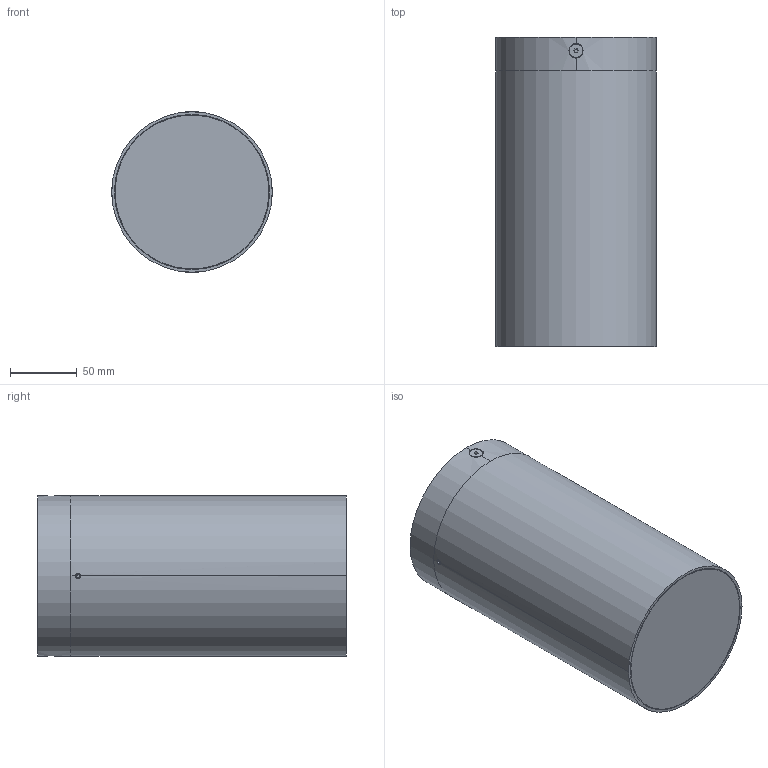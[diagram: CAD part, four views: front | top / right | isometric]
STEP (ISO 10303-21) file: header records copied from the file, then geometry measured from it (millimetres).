
FILE_DESCRIPTION (( 'STEP AP203' ), '1' );
FILE_NAME ('NIDAROS_210.STEP', '2024-02-02T10:03:10', ( '' ), ( '' ), 'SwSTEP 2.0', 'SolidWorks 2022', '' );
FILE_SCHEMA (( 'CONFIG_CONTROL_DESIGN' ));
Length unit declared in the file: millimetre
Products named in the file (9): M212_Szybka_rs_M212 W2; M212_Obudowa_rs_M212CW4_Rura 210; NIDAROS_210; M212_Korpus kpl_rs_M212CW5_Rura 210; socket set screw cone point_din_DIN 914 - M4 x 8-N; WKR STOZ IMB M5x_rs_x12; M212_Tuba_rs_M212CW4_Rura 210; M88A-385-1-05w4 korpus klosza_M212AW5_obr_rs; M212_Tuba W3_rs_M212CW4_Rura 210
Assembly tree (10 placements, depth 4):
  NIDAROS_210
    M212_Korpus kpl_rs_M212CW5_Rura 210
      M88A-385-1-05w4 korpus klosza_M212AW5_obr_rs
    M212_Tuba_rs_M212CW4_Rura 210
      M212_Tuba W3_rs_M212CW4_Rura 210
        M212_Obudowa_rs_M212CW4_Rura 210
        M212_Szybka_rs_M212 W2
      socket set screw cone point_din_DIN 914 - M4 x 8-N  x2
    WKR STOZ IMB M5x_rs_x12  x2
Bounding box: 120.27 x 231 x 120 mm (x, y, z)
Volume: 552445 mm3; surface area: 251577.9 mm2
Topology: 8 solids, 8 shells, 405 faces, 981 edges, 565 vertices
Faces by surface type: cylinder 110, plane 101, bspline 72, cone 70, torus 32, sphere 20
Entity records: 13385 total; most frequent: CARTESIAN_POINT 4420, ORIENTED_EDGE 1722, DIRECTION 1627, EDGE_CURVE 861, AXIS2_PLACEMENT_3D 671, VERTEX_POINT 517, EDGE_LOOP 396, ADVANCED_FACE 367
